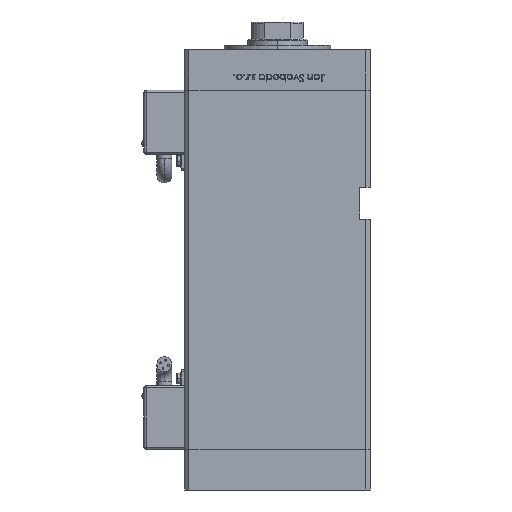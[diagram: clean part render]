
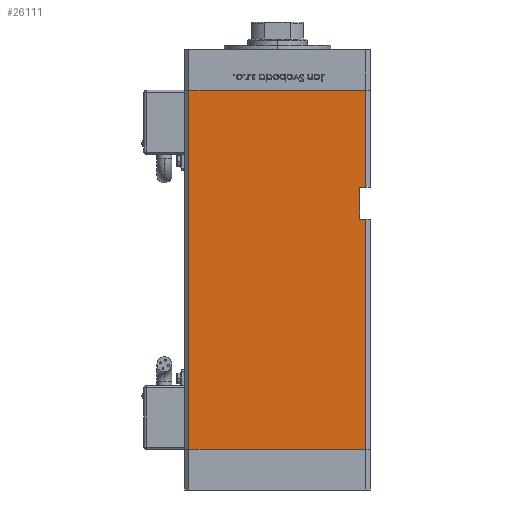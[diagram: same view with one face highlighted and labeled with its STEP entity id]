
A CAD part, left-side view. The second image highlights one B-rep face of the part: STEP entity #26111.
In plain terms, the highlighted planar face has unit normal (-1, 0, 0).
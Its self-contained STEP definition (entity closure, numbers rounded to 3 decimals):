
#115 = VERTEX_POINT ( 'NONE', #47206 ) ;
#1419 = LINE ( 'NONE', #9709, #7157 ) ;
#1625 = CARTESIAN_POINT ( 'NONE',  ( -50., -38.5, 123. ) ) ;
#1839 = DIRECTION ( 'NONE',  ( 0., -1., 0. ) ) ;
#4319 = EDGE_CURVE ( 'NONE', #34777, #26865, #22351, .T. ) ;
#7157 = VECTOR ( 'NONE', #52760, 1000. ) ;
#9243 = CARTESIAN_POINT ( 'NONE',  ( -50., -41.5, 168.5 ) ) ;
#9490 = DIRECTION ( 'NONE',  ( 0., -1., 0. ) ) ;
#9659 = AXIS2_PLACEMENT_3D ( 'NONE', #20538, #12263, #29637 ) ;
#9709 = CARTESIAN_POINT ( 'NONE',  ( -50., 41.5, 0. ) ) ;
#10397 = CARTESIAN_POINT ( 'NONE',  ( -50., -38.5, 123. ) ) ;
#11395 = VERTEX_POINT ( 'NONE', #14149 ) ;
#11424 = CARTESIAN_POINT ( 'NONE',  ( -50., -38.5, 108. ) ) ;
#11765 = VECTOR ( 'NONE', #31655, 1000. ) ;
#12263 = DIRECTION ( 'NONE',  ( 1., 0., 0. ) ) ;
#13071 = ORIENTED_EDGE ( 'NONE', *, *, #40233, .F. ) ;
#13437 = CARTESIAN_POINT ( 'NONE',  ( -50., -41.5, 168.5 ) ) ;
#14149 = CARTESIAN_POINT ( 'NONE',  ( -50., 41.5, 0. ) ) ;
#15971 = FACE_OUTER_BOUND ( 'NONE', #44242, .T. ) ;
#16057 = VECTOR ( 'NONE', #26893, 1000. ) ;
#17311 = CARTESIAN_POINT ( 'NONE',  ( -50., -41.5, 108. ) ) ;
#18032 = EDGE_CURVE ( 'NONE', #49690, #22480, #26895, .T. ) ;
#18236 = VECTOR ( 'NONE', #9490, 1000. ) ;
#18925 = DIRECTION ( 'NONE',  ( 0., 0., -1. ) ) ;
#19964 = ORIENTED_EDGE ( 'NONE', *, *, #50162, .T. ) ;
#20538 = CARTESIAN_POINT ( 'NONE',  ( -50., 41.5, 168.5 ) ) ;
#20819 = VECTOR ( 'NONE', #18925, 1000. ) ;
#22044 = CARTESIAN_POINT ( 'NONE',  ( -50., 41.5, 168.5 ) ) ;
#22067 = CARTESIAN_POINT ( 'NONE',  ( -50., -38.5, 123. ) ) ;
#22327 = ORIENTED_EDGE ( 'NONE', *, *, #38294, .F. ) ;
#22351 = LINE ( 'NONE', #9243, #16057 ) ;
#22480 = VERTEX_POINT ( 'NONE', #50767 ) ;
#23630 = ORIENTED_EDGE ( 'NONE', *, *, #47354, .T. ) ;
#26111 = ADVANCED_FACE ( 'NONE', ( #15971 ), #54768, .F. ) ;
#26865 = VERTEX_POINT ( 'NONE', #29789 ) ;
#26893 = DIRECTION ( 'NONE',  ( 0., 0., -1. ) ) ;
#26895 = LINE ( 'NONE', #22067, #49412 ) ;
#28174 = ORIENTED_EDGE ( 'NONE', *, *, #18032, .F. ) ;
#28522 = DIRECTION ( 'NONE',  ( 0., -1., 0. ) ) ;
#29637 = DIRECTION ( 'NONE',  ( 0., 1., 0. ) ) ;
#29789 = CARTESIAN_POINT ( 'NONE',  ( -50., -41.5, 123. ) ) ;
#31655 = DIRECTION ( 'NONE',  ( 0., 0., -1. ) ) ;
#34777 = VERTEX_POINT ( 'NONE', #56280 ) ;
#35726 = DIRECTION ( 'NONE',  ( 0., 0., -1. ) ) ;
#36100 = EDGE_CURVE ( 'NONE', #22480, #56283, #46742, .T. ) ;
#38294 = EDGE_CURVE ( 'NONE', #56283, #47366, #52488, .T. ) ;
#40233 = EDGE_CURVE ( 'NONE', #115, #34777, #43712, .T. ) ;
#41717 = VECTOR ( 'NONE', #28522, 1000. ) ;
#43712 = LINE ( 'NONE', #22044, #18236 ) ;
#44242 = EDGE_LOOP ( 'NONE', ( #22327, #47885, #28174, #23630, #47602, #13071, #44379, #19964 ) ) ;
#44379 = ORIENTED_EDGE ( 'NONE', *, *, #50837, .T. ) ;
#45740 = CARTESIAN_POINT ( 'NONE',  ( -50., -41.5, 0. ) ) ;
#45993 = CARTESIAN_POINT ( 'NONE',  ( -50., 41.5, 168.5 ) ) ;
#46742 = LINE ( 'NONE', #11424, #41717 ) ;
#47206 = CARTESIAN_POINT ( 'NONE',  ( -50., 41.5, 168.5 ) ) ;
#47354 = EDGE_CURVE ( 'NONE', #49690, #26865, #54292, .T. ) ;
#47366 = VERTEX_POINT ( 'NONE', #45740 ) ;
#47602 = ORIENTED_EDGE ( 'NONE', *, *, #4319, .F. ) ;
#47885 = ORIENTED_EDGE ( 'NONE', *, *, #36100, .F. ) ;
#49412 = VECTOR ( 'NONE', #35726, 1000. ) ;
#49690 = VERTEX_POINT ( 'NONE', #1625 ) ;
#50162 = EDGE_CURVE ( 'NONE', #11395, #47366, #1419, .T. ) ;
#50767 = CARTESIAN_POINT ( 'NONE',  ( -50., -38.5, 108. ) ) ;
#50837 = EDGE_CURVE ( 'NONE', #115, #11395, #54546, .T. ) ;
#52488 = LINE ( 'NONE', #13437, #11765 ) ;
#52573 = VECTOR ( 'NONE', #1839, 1000. ) ;
#52760 = DIRECTION ( 'NONE',  ( 0., -1., 0. ) ) ;
#54292 = LINE ( 'NONE', #10397, #52573 ) ;
#54546 = LINE ( 'NONE', #45993, #20819 ) ;
#54768 = PLANE ( 'NONE',  #9659 ) ;
#56280 = CARTESIAN_POINT ( 'NONE',  ( -50., -41.5, 168.5 ) ) ;
#56283 = VERTEX_POINT ( 'NONE', #17311 ) ;
